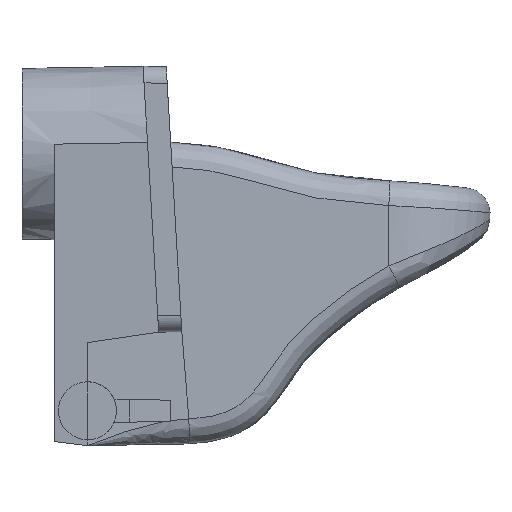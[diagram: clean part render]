
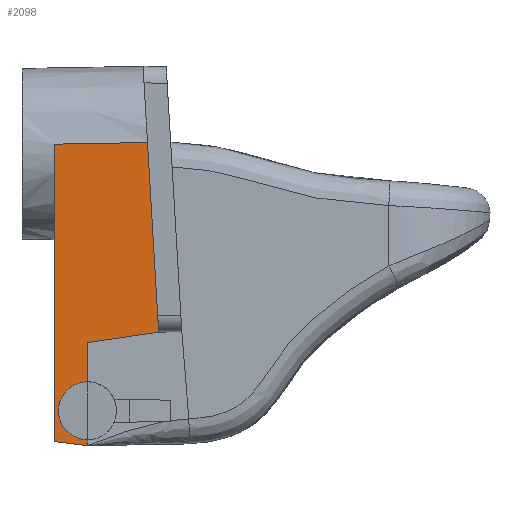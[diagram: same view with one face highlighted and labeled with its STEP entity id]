
A CAD part, left-side view. The second image highlights one B-rep face of the part: STEP entity #2098.
In plain terms, the highlighted planar face has unit normal (-1, 0.018, -0.001).
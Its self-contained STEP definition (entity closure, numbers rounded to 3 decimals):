
#282 = CARTESIAN_POINT ( 'NONE',  ( -7.336, 3.55, 5.227 ) ) ;
#299 = ORIENTED_EDGE ( 'NONE', *, *, #3409, .T. ) ;
#334 = EDGE_LOOP ( 'NONE', ( #3448, #993, #299, #1145, #3331, #3380, #695, #1394 ) ) ;
#457 = PLANE ( 'NONE',  #848 ) ;
#695 = ORIENTED_EDGE ( 'NONE', *, *, #3692, .F. ) ;
#763 = VERTEX_POINT ( 'NONE', #4594 ) ;
#836 = VECTOR ( 'NONE', #4366, 1000. ) ;
#848 = AXIS2_PLACEMENT_3D ( 'NONE', #3142, #1118, #2728 ) ;
#878 = DIRECTION ( 'NONE',  ( -0.001, 0., 1. ) ) ;
#993 = ORIENTED_EDGE ( 'NONE', *, *, #1845, .F. ) ;
#1079 = DIRECTION ( 'NONE',  ( 0.017, 0.989, -0.146 ) ) ;
#1118 = DIRECTION ( 'NONE',  ( -1., 0.017, -0.001 ) ) ;
#1145 = ORIENTED_EDGE ( 'NONE', *, *, #2979, .F. ) ;
#1305 = CARTESIAN_POINT ( 'NONE',  ( -7.476, -3.307, 24.278 ) ) ;
#1394 = ORIENTED_EDGE ( 'NONE', *, *, #2043, .T. ) ;
#1424 = VECTOR ( 'NONE', #3709, 1000. ) ;
#1484 = DIRECTION ( 'NONE',  ( -0.017, -0.992, -0.123 ) ) ;
#1594 = VERTEX_POINT ( 'NONE', #3908 ) ;
#1667 = VERTEX_POINT ( 'NONE', #4886 ) ;
#1845 = EDGE_CURVE ( 'NONE', #2353, #4914, #3584, .T. ) ;
#1921 = CARTESIAN_POINT ( 'NONE',  ( -7.397, 0.05, 5.227 ) ) ;
#2043 = EDGE_CURVE ( 'NONE', #1594, #3174, #2253, .T. ) ;
#2098 = ADVANCED_FACE ( 'NONE', ( #5005 ), #457, .T. ) ;
#2151 = VERTEX_POINT ( 'NONE', #4726 ) ;
#2162 = LINE ( 'NONE', #4361, #3117 ) ;
#2253 = LINE ( 'NONE', #1305, #2623 ) ;
#2353 = VERTEX_POINT ( 'NONE', #3516 ) ;
#2482 = LINE ( 'NONE', #3101, #836 ) ;
#2531 = LINE ( 'NONE', #4688, #3437 ) ;
#2623 = VECTOR ( 'NONE', #3317, 1000. ) ;
#2625 = VERTEX_POINT ( 'NONE', #1921 ) ;
#2707 =( BOUNDED_CURVE ( )  B_SPLINE_CURVE ( 3, ( #2729, #5200, #282, #3143 ),
 .UNSPECIFIED., .F., .F. ) 
 B_SPLINE_CURVE_WITH_KNOTS ( ( 4, 4 ),
 ( 1.63, 4.771 ),
 .UNSPECIFIED. ) 
 CURVE ( )  GEOMETRIC_REPRESENTATION_ITEM ( )  RATIONAL_B_SPLINE_CURVE ( ( 1., 0.333, 0.333, 1. ) ) 
 REPRESENTATION_ITEM ( '' )  );
#2728 = DIRECTION ( 'NONE',  ( -0.017, -1., 0. ) ) ;
#2729 = CARTESIAN_POINT ( 'NONE',  ( -7.394, 0.05, 1.727 ) ) ;
#2766 = CARTESIAN_POINT ( 'NONE',  ( -7.359, 2.05, 1.477 ) ) ;
#2979 = EDGE_CURVE ( 'NONE', #2151, #763, #3611, .T. ) ;
#3101 = CARTESIAN_POINT ( 'NONE',  ( -7.394, 0.05, 1.477 ) ) ;
#3117 = VECTOR ( 'NONE', #1079, 1000. ) ;
#3142 = CARTESIAN_POINT ( 'NONE',  ( -7.5, -6.049, 1.477 ) ) ;
#3143 = CARTESIAN_POINT ( 'NONE',  ( -7.397, 0.05, 5.227 ) ) ;
#3174 = VERTEX_POINT ( 'NONE', #4621 ) ;
#3233 = CARTESIAN_POINT ( 'NONE',  ( -7.513, -5.731, 19.713 ) ) ;
#3317 = DIRECTION ( 'NONE',  ( 0., 0.059, 0.998 ) ) ;
#3331 = ORIENTED_EDGE ( 'NONE', *, *, #5178, .T. ) ;
#3380 = ORIENTED_EDGE ( 'NONE', *, *, #5167, .F. ) ;
#3409 = EDGE_CURVE ( 'NONE', #2353, #763, #2531, .T. ) ;
#3437 = VECTOR ( 'NONE', #1484, 1000. ) ;
#3448 = ORIENTED_EDGE ( 'NONE', *, *, #3478, .T. ) ;
#3478 = EDGE_CURVE ( 'NONE', #3174, #4914, #4219, .T. ) ;
#3516 = CARTESIAN_POINT ( 'NONE',  ( -7.359, 2.05, 1.619 ) ) ;
#3584 = LINE ( 'NONE', #2766, #3891 ) ;
#3611 = LINE ( 'NONE', #4120, #1424 ) ;
#3692 = EDGE_CURVE ( 'NONE', #1594, #1667, #2162, .T. ) ;
#3709 = DIRECTION ( 'NONE',  ( 0.001, 0., -1. ) ) ;
#3825 = VECTOR ( 'NONE', #4893, 1000. ) ;
#3891 = VECTOR ( 'NONE', #878, 1000. ) ;
#3908 = CARTESIAN_POINT ( 'NONE',  ( -7.476, -4.253, 8.227 ) ) ;
#4120 = CARTESIAN_POINT ( 'NONE',  ( -7.394, 0.05, 1.477 ) ) ;
#4219 = LINE ( 'NONE', #3233, #3825 ) ;
#4361 = CARTESIAN_POINT ( 'NONE',  ( -7.489, -5.039, 8.343 ) ) ;
#4366 = DIRECTION ( 'NONE',  ( 0.001, 0., -1. ) ) ;
#4594 = CARTESIAN_POINT ( 'NONE',  ( -7.393, 0.05, 1.371 ) ) ;
#4621 = CARTESIAN_POINT ( 'NONE',  ( -7.476, -3.578, 19.676 ) ) ;
#4688 = CARTESIAN_POINT ( 'NONE',  ( -7.361, 1.911, 1.601 ) ) ;
#4726 = CARTESIAN_POINT ( 'NONE',  ( -7.394, 0.05, 1.727 ) ) ;
#4812 = CARTESIAN_POINT ( 'NONE',  ( -7.377, 2.05, 19.577 ) ) ;
#4886 = CARTESIAN_POINT ( 'NONE',  ( -7.4, 0.05, 7.594 ) ) ;
#4893 = DIRECTION ( 'NONE',  ( 0.017, 1., -0.017 ) ) ;
#4914 = VERTEX_POINT ( 'NONE', #4812 ) ;
#5005 = FACE_OUTER_BOUND ( 'NONE', #334, .T. ) ;
#5167 = EDGE_CURVE ( 'NONE', #1667, #2625, #2482, .T. ) ;
#5178 = EDGE_CURVE ( 'NONE', #2151, #2625, #2707, .T. ) ;
#5200 = CARTESIAN_POINT ( 'NONE',  ( -7.333, 3.55, 1.727 ) ) ;
